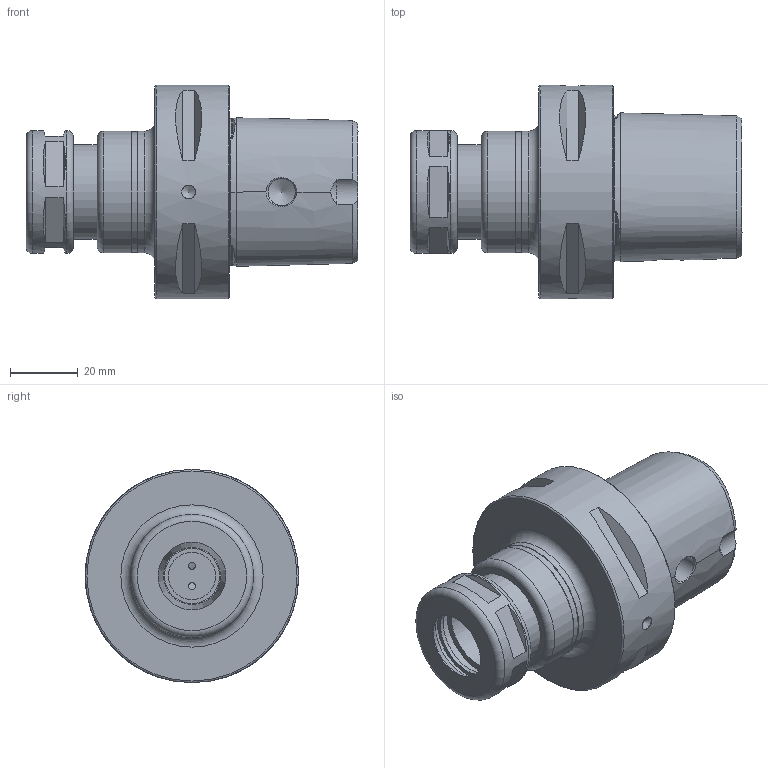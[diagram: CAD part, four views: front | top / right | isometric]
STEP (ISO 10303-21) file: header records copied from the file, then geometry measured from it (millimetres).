
FILE_DESCRIPTION((''),'2;1');
FILE_NAME('670000616060-3D.stp','2021-02-01T10:32:26',('nttooll'),(''),'Autodesk Inventor 2012','Autodesk Inventor 2012','');
FILE_SCHEMA(('AUTOMOTIVE_DESIGN { 1 0 10303 214 1 1 1 1 }'));
Length unit declared in the file: millimetre
Products named in the file (1): 670000616060-3D
Bounding box: 98 x 63 x 63 mm (x, y, z)
Volume: 116936 mm3; surface area: 28717.9 mm2
Topology: 1 solids, 2 shells, 126 faces, 264 edges, 167 vertices
Faces by surface type: plane 53, cylinder 29, cone 23, bspline 12, torus 9
Full cylindrical faces by diameter (mm): 2 x2, 4 x1, 8.1 x3, 14 x1, 16.3 x1, 17.5 x1, 20 x3, 21 x1, 22.1 x1, 24.5 x1, 28 x4, 32 x1, 35.6 x1, 36 x2, 36.3 x1, 63 x1
Entity records: 6828 total; most frequent: CARTESIAN_POINT 4389, DIRECTION 472, ORIENTED_EDGE 394, AXIS2_PLACEMENT_3D 210, EDGE_LOOP 208, EDGE_CURVE 197, VERTEX_POINT 153, FACE_OUTER_BOUND 124
